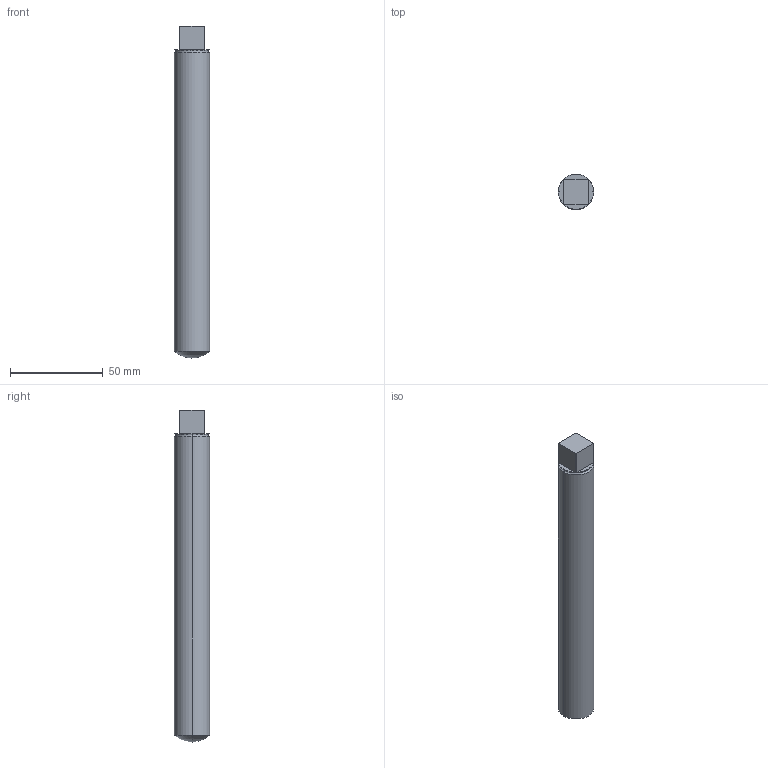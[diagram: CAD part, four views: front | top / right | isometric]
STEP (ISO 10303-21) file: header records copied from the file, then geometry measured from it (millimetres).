
FILE_DESCRIPTION((''),'2;1');
FILE_NAME('E45005.stp','2000-07-05T17:31:58',(''),(''),'AutoCAD STEP 2000','AutoCAD 2000',', , ');
FILE_SCHEMA(('CONFIG_CONTROL_DESIGN'));
Length unit declared in the file: inch
Bounding box: 19.05 x 19.05 x 179.39 mm (x, y, z)
Volume: 49271.7 mm3; surface area: 11100.8 mm2
Topology: 1 solids, 1 shells, 21 faces, 46 edges, 25 vertices
Faces by surface type: plane 9, cylinder 6, bspline 4, sphere 2
Entity records: 809 total; most frequent: CARTESIAN_POINT 265, DIRECTION 104, ORIENTED_EDGE 86, AXIS2_PLACEMENT_3D 43, EDGE_CURVE 43, CIRCLE 25, VERTEX_POINT 24, EDGE_LOOP 21
